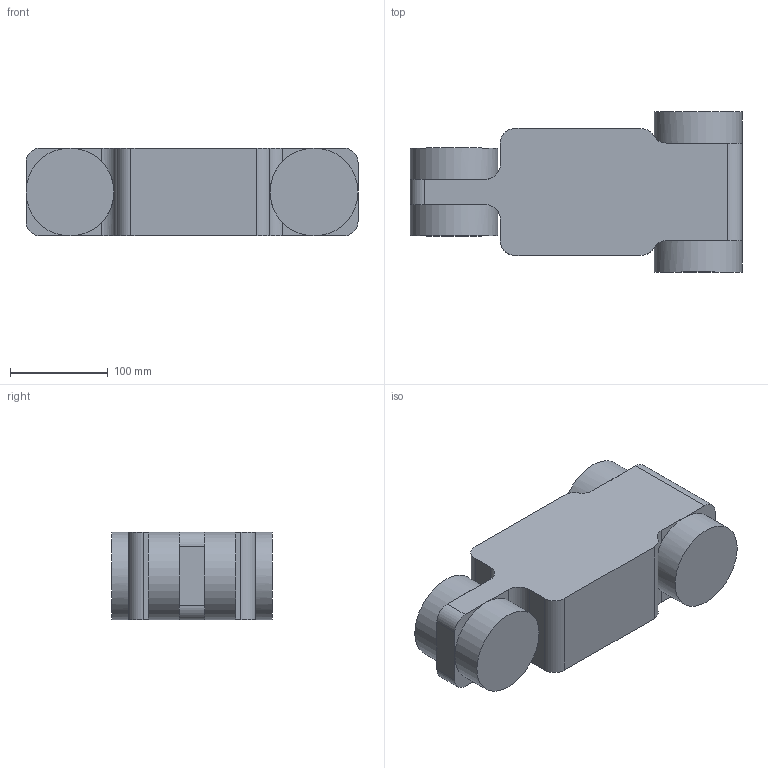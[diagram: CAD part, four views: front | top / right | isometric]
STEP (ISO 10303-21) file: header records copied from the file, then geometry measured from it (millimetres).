
FILE_DESCRIPTION(/* description */ (''),/* implementation_level */ '2;1');
FILE_NAME(/* name */ 'body.step',/* time_stamp */ '2021-03-20T22:23:17-04:00',/* author */ ('boxi'),/* organization */ (''),/* preprocessor_version */ 'ST-DEVELOPER v18',/* originating_system */ 'Autodesk Inventor 2020',/* authorisation */ '');
FILE_SCHEMA (('CONFIG_CONTROL_DESIGN'));
Length unit declared in the file: millimetre
Products named in the file (1): body
Bounding box: 340 x 164 x 90 mm (x, y, z)
Volume: 2637432.7 mm3; surface area: 247225.1 mm2
Topology: 1 solids, 2 shells, 60 faces, 154 edges, 98 vertices
Faces by surface type: plane 36, cylinder 24
Full cylindrical faces by diameter (mm): 90 x4
Entity records: 1941 total; most frequent: CARTESIAN_POINT 401, DIRECTION 330, ORIENTED_EDGE 308, EDGE_CURVE 154, AXIS2_PLACEMENT_3D 121, VERTEX_POINT 98, LINE 88, VECTOR 88
